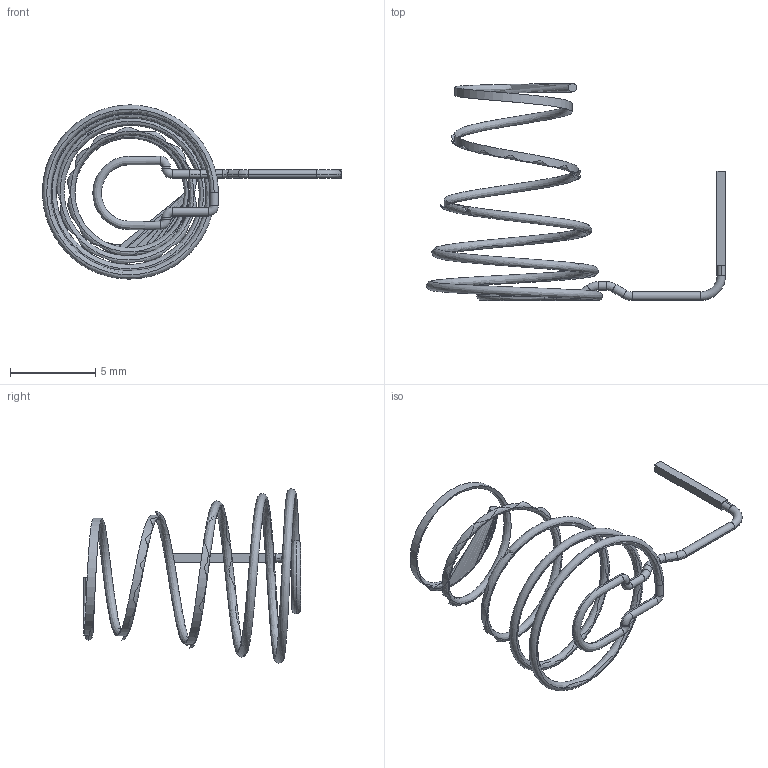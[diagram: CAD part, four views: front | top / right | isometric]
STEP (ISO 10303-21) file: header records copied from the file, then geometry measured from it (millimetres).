
FILE_DESCRIPTION (( 'STEP AP214' ), '1' );
FILE_NAME ('ABG-174.STEP', '2019-11-24T23:38:18', ( '' ), ( '' ), 'SwSTEP 2.0', 'SolidWorks 2016', '' );
FILE_SCHEMA (( 'AUTOMOTIVE_DESIGN' ));
Length unit declared in the file: millimetre
Products named in the file (1): ABG-174
Bounding box: 17.5 x 12.7 x 10.19 mm (x, y, z)
Volume: 57.3 mm3; surface area: 455.2 mm2
Topology: 1 solids, 1 shells, 55 faces, 119 edges, 64 vertices
Faces by surface type: torus 20, cylinder 20, plane 11, bspline 4
Entity records: 3840 total; most frequent: CARTESIAN_POINT 2603, DIRECTION 290, ORIENTED_EDGE 234, AXIS2_PLACEMENT_3D 127, EDGE_CURVE 117, CIRCLE 75, VERTEX_POINT 64, FACE_OUTER_BOUND 55
